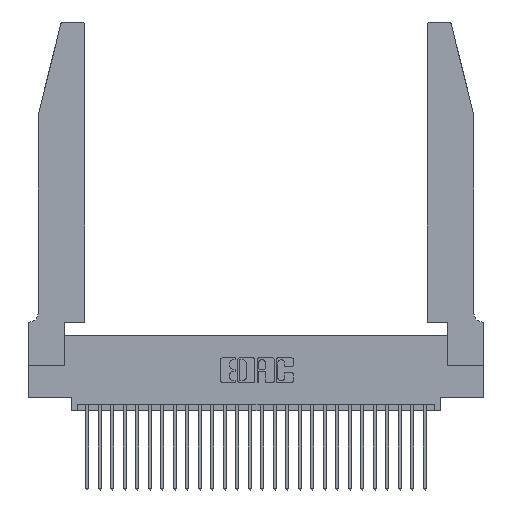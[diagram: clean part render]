
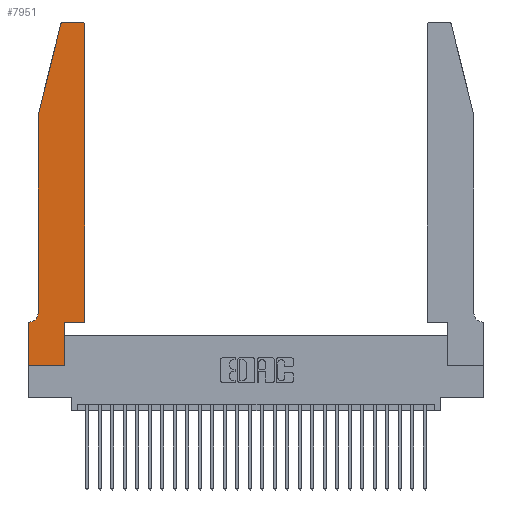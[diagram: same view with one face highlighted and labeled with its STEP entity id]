
A CAD part, top view. The second image highlights one B-rep face of the part: STEP entity #7951.
In plain terms, the highlighted planar face has unit normal (0, 0, 1).
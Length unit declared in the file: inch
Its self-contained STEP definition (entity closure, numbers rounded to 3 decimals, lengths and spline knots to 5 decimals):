
#36 = CARTESIAN_POINT ( 'NONE',  ( 0.4205, 2.72, 0.37 ) ) ;
#41 = ORIENTED_EDGE ( 'NONE', *, *, #23122, .T. ) ;
#941 = CARTESIAN_POINT ( 'NONE',  ( 0.0755, 2., 0.37 ) ) ;
#1444 = DIRECTION ( 'NONE',  ( 0., 1., 0. ) ) ;
#1993 = DIRECTION ( 'NONE',  ( 0., -1., 0. ) ) ;
#2416 = DIRECTION ( 'NONE',  ( 1., 0., 0. ) ) ;
#2751 = ORIENTED_EDGE ( 'NONE', *, *, #8815, .T. ) ;
#3047 = CARTESIAN_POINT ( 'NONE',  ( 0.25487, 2.72718, 0.37 ) ) ;
#3088 = VECTOR ( 'NONE', #1993, 39.37008 ) ;
#3214 = AXIS2_PLACEMENT_3D ( 'NONE', #36, #15842, #2416 ) ;
#3252 = CARTESIAN_POINT ( 'NONE',  ( 0.0755, 2., 0.37 ) ) ;
#3529 = CARTESIAN_POINT ( 'NONE',  ( 0.2865, 0., 0.37 ) ) ;
#3857 = LINE ( 'NONE', #23375, #20826 ) ;
#3956 = LINE ( 'NONE', #3252, #20232 ) ;
#4368 = VERTEX_POINT ( 'NONE', #941 ) ;
#4593 = EDGE_CURVE ( 'NONE', #5823, #7454, #24945, .T. ) ;
#5266 = VECTOR ( 'NONE', #16613, 39.37008 ) ;
#5400 = VERTEX_POINT ( 'NONE', #13680 ) ;
#5408 = DIRECTION ( 'NONE',  ( 1., 0., 0. ) ) ;
#5540 = DIRECTION ( 'NONE',  ( 0., -1., 0. ) ) ;
#5823 = VERTEX_POINT ( 'NONE', #19136 ) ;
#6085 = CARTESIAN_POINT ( 'NONE',  ( 0.4505, 0.35, 0.37 ) ) ;
#6175 = DIRECTION ( 'NONE',  ( 0., 0., -1. ) ) ;
#6222 = VERTEX_POINT ( 'NONE', #20371 ) ;
#6355 = CARTESIAN_POINT ( 'NONE',  ( 0.284, 2.72, 0.37 ) ) ;
#6564 = EDGE_LOOP ( 'NONE', ( #14665, #10808, #9184, #41, #2751, #23840, #7318, #13493, #15814, #23212, #9833, #11383 ) ) ;
#6607 = CARTESIAN_POINT ( 'NONE',  ( 0.4205, 2.75, 0.37 ) ) ;
#6937 = LINE ( 'NONE', #15237, #23842 ) ;
#7014 = CARTESIAN_POINT ( 'NONE',  ( 0.4505, 0.35, 0.37 ) ) ;
#7318 = ORIENTED_EDGE ( 'NONE', *, *, #19630, .T. ) ;
#7337 = CARTESIAN_POINT ( 'NONE',  ( 0.4505, 2.72, 0.37 ) ) ;
#7393 = DIRECTION ( 'NONE',  ( 0., 1., 0. ) ) ;
#7454 = VERTEX_POINT ( 'NONE', #3047 ) ;
#7951 = ADVANCED_FACE ( 'NONE', ( #18293 ), #22618, .T. ) ;
#8032 = EDGE_CURVE ( 'NONE', #23926, #5400, #16959, .T. ) ;
#8660 = DIRECTION ( 'NONE',  ( 1., 0., 0. ) ) ;
#8679 = VERTEX_POINT ( 'NONE', #18926 ) ;
#8806 = EDGE_CURVE ( 'NONE', #24729, #16006, #15212, .T. ) ;
#8815 = EDGE_CURVE ( 'NONE', #8679, #6222, #14541, .T. ) ;
#9184 = ORIENTED_EDGE ( 'NONE', *, *, #20177, .T. ) ;
#9398 = DIRECTION ( 'NONE',  ( -1., 0., 0. ) ) ;
#9495 = DIRECTION ( 'NONE',  ( 0., 0., 1. ) ) ;
#9833 = ORIENTED_EDGE ( 'NONE', *, *, #8806, .T. ) ;
#10808 = ORIENTED_EDGE ( 'NONE', *, *, #4593, .T. ) ;
#11076 = CARTESIAN_POINT ( 'NONE',  ( 0., 0., 0.37 ) ) ;
#11161 = VECTOR ( 'NONE', #7393, 39.37008 ) ;
#11383 = ORIENTED_EDGE ( 'NONE', *, *, #17327, .T. ) ;
#11487 = VERTEX_POINT ( 'NONE', #25832 ) ;
#13088 = EDGE_CURVE ( 'NONE', #27598, #5823, #23781, .T. ) ;
#13241 = EDGE_CURVE ( 'NONE', #5400, #24729, #26141, .T. ) ;
#13493 = ORIENTED_EDGE ( 'NONE', *, *, #27869, .T. ) ;
#13680 = CARTESIAN_POINT ( 'NONE',  ( 0.2865, 0.35, 0.37 ) ) ;
#13856 = CARTESIAN_POINT ( 'NONE',  ( 0., 0.35, 0.37 ) ) ;
#14436 = CARTESIAN_POINT ( 'NONE',  ( 0.0755, 0.35, 0.37 ) ) ;
#14541 = CIRCLE ( 'NONE', #21100, 0.07 ) ;
#14582 = VECTOR ( 'NONE', #5408, 39.37008 ) ;
#14665 = ORIENTED_EDGE ( 'NONE', *, *, #13088, .T. ) ;
#15212 = LINE ( 'NONE', #6085, #20290 ) ;
#15237 = CARTESIAN_POINT ( 'NONE',  ( 0.0755, 2., 0.37 ) ) ;
#15814 = ORIENTED_EDGE ( 'NONE', *, *, #8032, .T. ) ;
#15842 = DIRECTION ( 'NONE',  ( 0., 0., 1. ) ) ;
#16006 = VERTEX_POINT ( 'NONE', #7337 ) ;
#16613 = DIRECTION ( 'NONE',  ( -1., 0., 0. ) ) ;
#16694 = CIRCLE ( 'NONE', #3214, 0.03 ) ;
#16804 = DIRECTION ( 'NONE',  ( 1., 0., 0. ) ) ;
#16959 = LINE ( 'NONE', #22803, #11161 ) ;
#17327 = EDGE_CURVE ( 'NONE', #16006, #27598, #16694, .T. ) ;
#17656 = VERTEX_POINT ( 'NONE', #25733 ) ;
#18293 = FACE_OUTER_BOUND ( 'NONE', #6564, .T. ) ;
#18630 = VECTOR ( 'NONE', #9398, 39.37008 ) ;
#18661 = CARTESIAN_POINT ( 'NONE',  ( 0.4505, 0.35, 0.37 ) ) ;
#18926 = CARTESIAN_POINT ( 'NONE',  ( 0.0755, 0.42, 0.37 ) ) ;
#19136 = CARTESIAN_POINT ( 'NONE',  ( 0.284, 2.75, 0.37 ) ) ;
#19229 = AXIS2_PLACEMENT_3D ( 'NONE', #13856, #9495, #24809 ) ;
#19396 = CARTESIAN_POINT ( 'NONE',  ( 0.0055, 0.42, 0.37 ) ) ;
#19630 = EDGE_CURVE ( 'NONE', #11487, #17656, #21485, .T. ) ;
#20177 = EDGE_CURVE ( 'NONE', #7454, #4368, #6937, .T. ) ;
#20232 = VECTOR ( 'NONE', #5540, 39.37008 ) ;
#20290 = VECTOR ( 'NONE', #1444, 39.37008 ) ;
#20371 = CARTESIAN_POINT ( 'NONE',  ( 0.0055, 0.35, 0.37 ) ) ;
#20826 = VECTOR ( 'NONE', #16804, 39.37008 ) ;
#21100 = AXIS2_PLACEMENT_3D ( 'NONE', #19396, #6175, #21623 ) ;
#21485 = LINE ( 'NONE', #11076, #3088 ) ;
#21623 = DIRECTION ( 'NONE',  ( -1., 0., 0. ) ) ;
#21795 = DIRECTION ( 'NONE',  ( 0., 0., 1. ) ) ;
#22516 = CARTESIAN_POINT ( 'NONE',  ( 0.2605, 2.75, 0.37 ) ) ;
#22618 = PLANE ( 'NONE',  #19229 ) ;
#22803 = CARTESIAN_POINT ( 'NONE',  ( 0.2865, 0.35, 0.37 ) ) ;
#22852 = AXIS2_PLACEMENT_3D ( 'NONE', #6355, #21795, #8660 ) ;
#22892 = LINE ( 'NONE', #14436, #5266 ) ;
#23122 = EDGE_CURVE ( 'NONE', #4368, #8679, #3956, .T. ) ;
#23212 = ORIENTED_EDGE ( 'NONE', *, *, #13241, .T. ) ;
#23375 = CARTESIAN_POINT ( 'NONE',  ( 0., 0., 0.37 ) ) ;
#23781 = LINE ( 'NONE', #22516, #18630 ) ;
#23840 = ORIENTED_EDGE ( 'NONE', *, *, #27782, .T. ) ;
#23842 = VECTOR ( 'NONE', #26451, 39.37008 ) ;
#23926 = VERTEX_POINT ( 'NONE', #3529 ) ;
#24729 = VERTEX_POINT ( 'NONE', #7014 ) ;
#24809 = DIRECTION ( 'NONE',  ( 1., 0., 0. ) ) ;
#24945 = CIRCLE ( 'NONE', #22852, 0.03 ) ;
#25733 = CARTESIAN_POINT ( 'NONE',  ( 0., 0., 0.37 ) ) ;
#25832 = CARTESIAN_POINT ( 'NONE',  ( 0., 0.35, 0.37 ) ) ;
#26141 = LINE ( 'NONE', #18661, #14582 ) ;
#26451 = DIRECTION ( 'NONE',  ( -0.239, -0.971, 0. ) ) ;
#27598 = VERTEX_POINT ( 'NONE', #6607 ) ;
#27782 = EDGE_CURVE ( 'NONE', #6222, #11487, #22892, .T. ) ;
#27869 = EDGE_CURVE ( 'NONE', #17656, #23926, #3857, .T. ) ;
